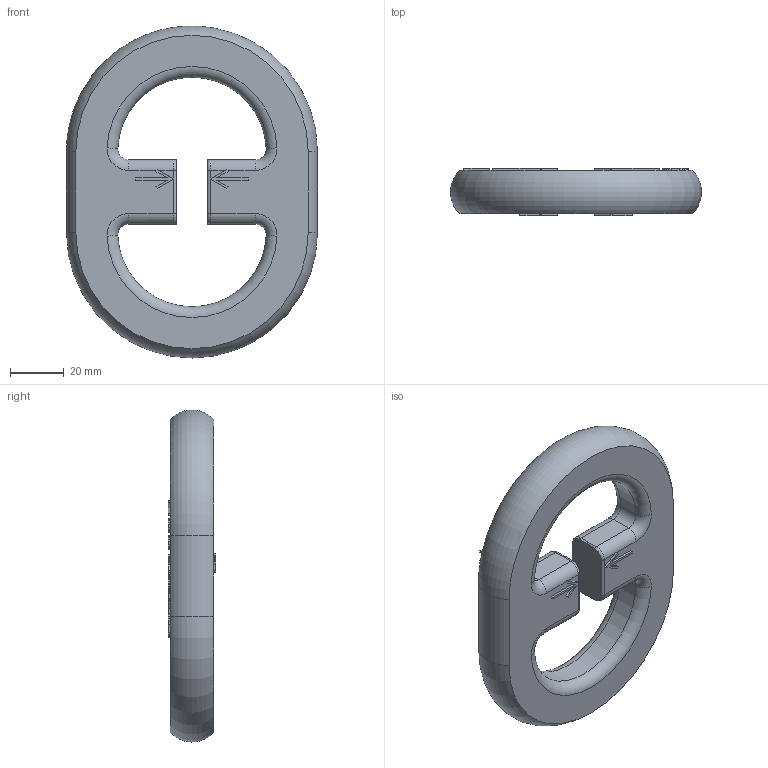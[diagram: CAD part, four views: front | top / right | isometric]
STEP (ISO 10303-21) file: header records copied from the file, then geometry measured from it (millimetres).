
FILE_DESCRIPTION((''),'2;1');
FILE_NAME('4VCG16','2005-01-19T',('jakubetz'),(''),'PRO/ENGINEER BY PARAMETRIC TECHNOLOGY CORPORATION, 2001400','PRO/ENGINEER BY PARAMETRIC TECHNOLOGY CORPORATION, 2001400','');
FILE_SCHEMA(('CONFIG_CONTROL_DESIGN'));
Length unit declared in the file: millimetre
Products named in the file (1): 4VCG16
Bounding box: 93 x 17.6 x 123 mm (x, y, z)
Volume: 98302.6 mm3; surface area: 21804.4 mm2
Topology: 1 solids, 1 shells, 597 faces, 1667 edges, 1096 vertices
Faces by surface type: plane 547, cylinder 28, torus 22
Entity records: 18915 total; most frequent: CARTESIAN_POINT 3530, ORIENTED_EDGE 3334, DIRECTION 2899, EDGE_CURVE 1667, VECTOR 1573, LINE 1573, VERTEX_POINT 1096, AXIS2_PLACEMENT_3D 663
